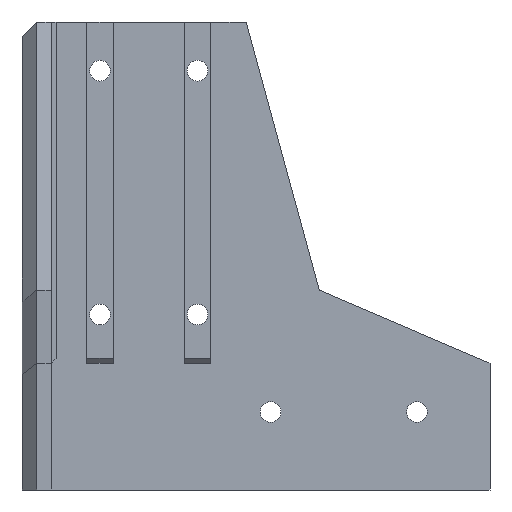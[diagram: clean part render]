
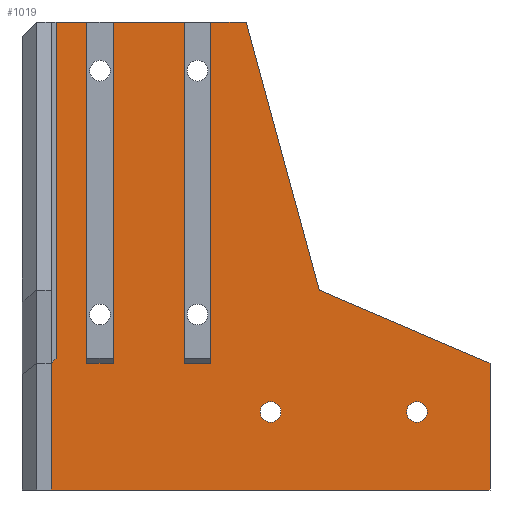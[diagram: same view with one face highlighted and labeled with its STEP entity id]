
A CAD part, front view. The second image highlights one B-rep face of the part: STEP entity #1019.
In plain terms, the highlighted planar face has unit normal (0, -1, 0).
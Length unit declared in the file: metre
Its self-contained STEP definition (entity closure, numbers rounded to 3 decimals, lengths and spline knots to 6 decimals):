
#36=CIRCLE('',#1105,0.002125);
#38=CIRCLE('',#1108,0.002125);
#132=ORIENTED_EDGE('',*,*,#379,.T.);
#133=ORIENTED_EDGE('',*,*,#380,.F.);
#134=ORIENTED_EDGE('',*,*,#337,.F.);
#135=ORIENTED_EDGE('',*,*,#381,.F.);
#136=ORIENTED_EDGE('',*,*,#382,.F.);
#137=ORIENTED_EDGE('',*,*,#383,.T.);
#138=ORIENTED_EDGE('',*,*,#384,.F.);
#139=ORIENTED_EDGE('',*,*,#385,.F.);
#140=ORIENTED_EDGE('',*,*,#372,.F.);
#141=ORIENTED_EDGE('',*,*,#386,.T.);
#142=ORIENTED_EDGE('',*,*,#377,.F.);
#143=ORIENTED_EDGE('',*,*,#387,.F.);
#144=ORIENTED_EDGE('',*,*,#375,.F.);
#145=ORIENTED_EDGE('',*,*,#388,.T.);
#146=ORIENTED_EDGE('',*,*,#356,.F.);
#147=ORIENTED_EDGE('',*,*,#354,.F.);
#337=EDGE_CURVE('',#464,#461,#559,.T.);
#354=EDGE_CURVE('',#481,#481,#36,.T.);
#356=EDGE_CURVE('',#483,#483,#38,.T.);
#372=EDGE_CURVE('',#498,#497,#574,.T.);
#375=EDGE_CURVE('',#500,#499,#577,.T.);
#377=EDGE_CURVE('',#501,#502,#579,.T.);
#379=EDGE_CURVE('',#503,#504,#581,.T.);
#380=EDGE_CURVE('',#461,#504,#582,.T.);
#381=EDGE_CURVE('',#505,#464,#583,.T.);
#382=EDGE_CURVE('',#506,#505,#584,.T.);
#383=EDGE_CURVE('',#506,#507,#585,.T.);
#384=EDGE_CURVE('',#508,#507,#586,.T.);
#385=EDGE_CURVE('',#497,#508,#587,.T.);
#386=EDGE_CURVE('',#498,#502,#588,.T.);
#387=EDGE_CURVE('',#499,#501,#589,.T.);
#388=EDGE_CURVE('',#500,#503,#590,.T.);
#461=VERTEX_POINT('',#1483);
#464=VERTEX_POINT('',#1488);
#481=VERTEX_POINT('',#1532);
#483=VERTEX_POINT('',#1537);
#497=VERTEX_POINT('',#1569);
#498=VERTEX_POINT('',#1571);
#499=VERTEX_POINT('',#1575);
#500=VERTEX_POINT('',#1577);
#501=VERTEX_POINT('',#1581);
#502=VERTEX_POINT('',#1583);
#503=VERTEX_POINT('',#1587);
#504=VERTEX_POINT('',#1588);
#505=VERTEX_POINT('',#1591);
#506=VERTEX_POINT('',#1593);
#507=VERTEX_POINT('',#1595);
#508=VERTEX_POINT('',#1597);
#559=LINE('',#1489,#646);
#574=LINE('',#1572,#661);
#577=LINE('',#1578,#664);
#579=LINE('',#1582,#666);
#581=LINE('',#1586,#668);
#582=LINE('',#1589,#669);
#583=LINE('',#1590,#670);
#584=LINE('',#1592,#671);
#585=LINE('',#1594,#672);
#586=LINE('',#1596,#673);
#587=LINE('',#1598,#674);
#588=LINE('',#1599,#675);
#589=LINE('',#1600,#676);
#590=LINE('',#1601,#677);
#646=VECTOR('',#1190,1.);
#661=VECTOR('',#1273,1.);
#664=VECTOR('',#1278,1.);
#666=VECTOR('',#1282,1.);
#668=VECTOR('',#1286,1.);
#669=VECTOR('',#1287,1.);
#670=VECTOR('',#1288,1.);
#671=VECTOR('',#1289,1.);
#672=VECTOR('',#1290,1.);
#673=VECTOR('',#1291,1.);
#674=VECTOR('',#1292,1.);
#675=VECTOR('',#1293,1.);
#676=VECTOR('',#1294,1.);
#677=VECTOR('',#1295,1.);
#761=EDGE_LOOP('',(#132,#133,#134,#135,#136,#137,#138,#139,#140,#141,#142,
#143,#144,#145));
#762=EDGE_LOOP('',(#146));
#763=EDGE_LOOP('',(#147));
#875=FACE_BOUND('',#761,.T.);
#876=FACE_BOUND('',#762,.T.);
#877=FACE_BOUND('',#763,.T.);
#965=PLANE('',#1116);
#1019=ADVANCED_FACE('',(#875,#876,#877),#965,.T.);
#1105=AXIS2_PLACEMENT_3D('',#1531,#1241,#1242);
#1108=AXIS2_PLACEMENT_3D('',#1536,#1247,#1248);
#1116=AXIS2_PLACEMENT_3D('',#1585,#1284,#1285);
#1190=DIRECTION('',(0.,0.,-1.));
#1241=DIRECTION('',(0.,-1.,0.));
#1242=DIRECTION('',(1.,0.,0.));
#1247=DIRECTION('',(0.,-1.,0.));
#1248=DIRECTION('',(1.,0.,0.));
#1273=DIRECTION('',(0.,0.,-1.));
#1278=DIRECTION('',(0.,0.,-1.));
#1282=DIRECTION('',(0.,0.,1.));
#1284=DIRECTION('',(0.,-1.,0.));
#1285=DIRECTION('',(1.,0.,0.));
#1286=DIRECTION('',(0.,0.,-1.));
#1287=DIRECTION('',(-1.,0.,0.));
#1288=DIRECTION('',(0.919,0.,-0.394));
#1289=DIRECTION('',(0.263,0.,-0.965));
#1290=DIRECTION('',(-1.,0.,0.));
#1291=DIRECTION('',(0.,0.,1.));
#1292=DIRECTION('',(1.,0.,0.));
#1293=DIRECTION('',(-1.,0.,0.));
#1294=DIRECTION('',(1.,0.,0.));
#1295=DIRECTION('',(-1.,0.,0.));
#1483=CARTESIAN_POINT('',(0.096,-0.006,0.));
#1488=CARTESIAN_POINT('',(0.096,-0.006,0.026));
#1489=CARTESIAN_POINT('',(0.096,-0.006,0.026));
#1531=CARTESIAN_POINT('',(0.051,-0.006,0.016));
#1532=CARTESIAN_POINT('',(0.053125,-0.006,0.016));
#1536=CARTESIAN_POINT('',(0.081,-0.006,0.016));
#1537=CARTESIAN_POINT('',(0.083125,-0.006,0.016));
#1569=CARTESIAN_POINT('',(0.03329,-0.006,0.026));
#1571=CARTESIAN_POINT('',(0.03329,-0.006,0.096));
#1572=CARTESIAN_POINT('',(0.03329,-0.006,0.061));
#1575=CARTESIAN_POINT('',(0.01329,-0.006,0.026));
#1577=CARTESIAN_POINT('',(0.01329,-0.006,0.096));
#1578=CARTESIAN_POINT('',(0.01329,-0.006,0.061));
#1581=CARTESIAN_POINT('',(0.01871,-0.006,0.026));
#1582=CARTESIAN_POINT('',(0.01871,-0.006,0.061));
#1583=CARTESIAN_POINT('',(0.01871,-0.006,0.096));
#1585=CARTESIAN_POINT('',(0.051,-0.006,0.026));
#1586=CARTESIAN_POINT('',(0.006,-0.006,0.026));
#1587=CARTESIAN_POINT('',(0.006,-0.006,0.096));
#1588=CARTESIAN_POINT('',(0.006,-0.006,0.));
#1589=CARTESIAN_POINT('',(0.048,-0.006,0.));
#1590=CARTESIAN_POINT('',(0.0785,-0.006,0.0335));
#1591=CARTESIAN_POINT('',(0.061,-0.006,0.041));
#1592=CARTESIAN_POINT('',(0.0535,-0.006,0.0685));
#1593=CARTESIAN_POINT('',(0.046,-0.006,0.096));
#1594=CARTESIAN_POINT('',(0.051,-0.006,0.096));
#1595=CARTESIAN_POINT('',(0.03871,-0.006,0.096));
#1596=CARTESIAN_POINT('',(0.03871,-0.006,0.061));
#1597=CARTESIAN_POINT('',(0.03871,-0.006,0.026));
#1598=CARTESIAN_POINT('',(0.036,-0.006,0.026));
#1599=CARTESIAN_POINT('',(0.051,-0.006,0.096));
#1600=CARTESIAN_POINT('',(0.016,-0.006,0.026));
#1601=CARTESIAN_POINT('',(0.051,-0.006,0.096));
